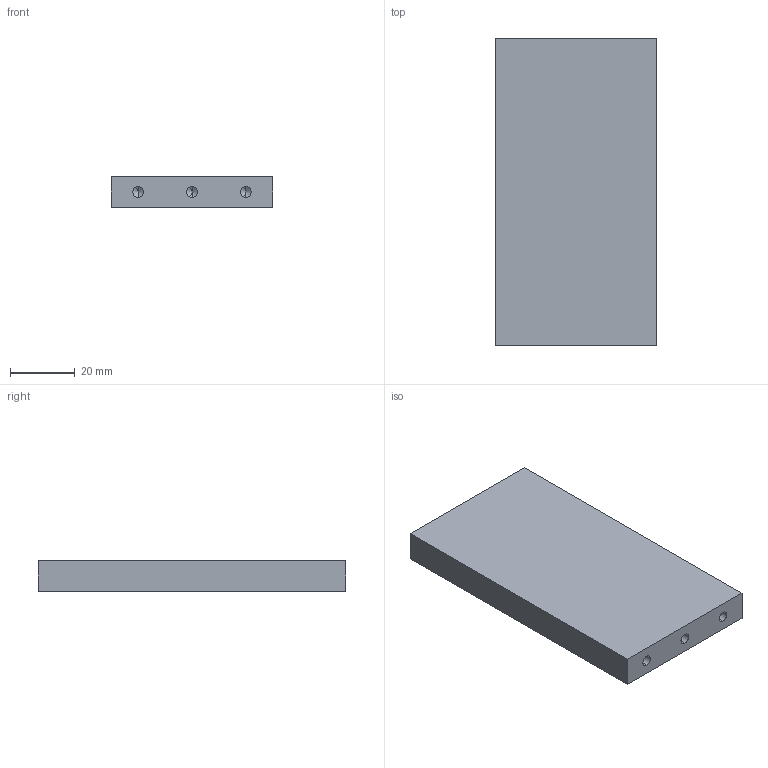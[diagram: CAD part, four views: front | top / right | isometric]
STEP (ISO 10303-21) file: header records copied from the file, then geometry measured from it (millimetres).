
FILE_DESCRIPTION (( 'STEP AP214' ), '1' );
FILE_NAME ('BACK PLATE, RA ASSEMBLY.STEP', '2025-07-27T17:42:36', ( '' ), ( '' ), 'SwSTEP 2.0', 'SolidWorks 2024', '' );
FILE_SCHEMA (( 'AUTOMOTIVE_DESIGN' ));
Length unit declared in the file: millimetre
Products named in the file (1): BACK PLATE, RA ASSEMBLY
Bounding box: 50 x 95 x 9.53 mm (x, y, z)
Volume: 44713.6 mm3; surface area: 12892.8 mm2
Topology: 1 solids, 1 shells, 30 faces, 72 edges, 38 vertices
Faces by surface type: cylinder 12, cone 12, plane 6
Entity records: 803 total; most frequent: DIRECTION 146, CARTESIAN_POINT 129, ORIENTED_EDGE 120, EDGE_CURVE 60, AXIS2_PLACEMENT_3D 55, VERTEX_POINT 38, EDGE_LOOP 36, VECTOR 36
